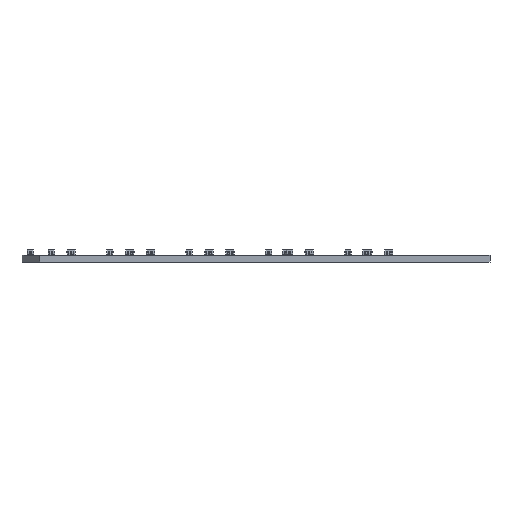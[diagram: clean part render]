
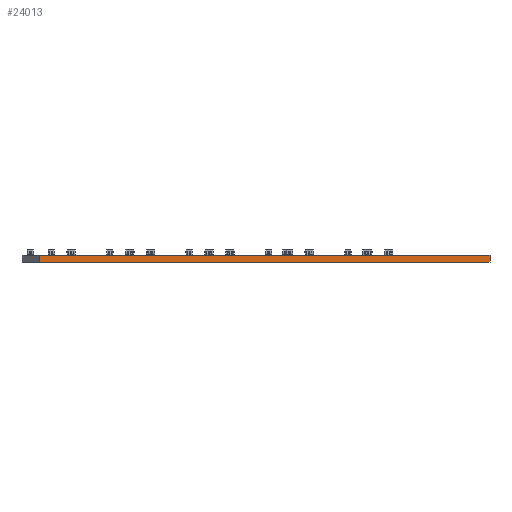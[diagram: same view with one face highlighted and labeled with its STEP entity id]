
A CAD part, left-side view. The second image highlights one B-rep face of the part: STEP entity #24013.
In plain terms, the highlighted planar face has unit normal (-1, 0.001, 0).
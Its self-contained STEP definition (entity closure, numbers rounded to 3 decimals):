
#4585 = PLANE('',#4586);
#4586 = AXIS2_PLACEMENT_3D('',#4587,#4588,#4589);
#4587 = CARTESIAN_POINT('',(98.267,-82.135,1.6));
#4588 = DIRECTION('',(-0.,-0.,-1.));
#4589 = DIRECTION('',(-1.,0.,0.));
#4639 = PLANE('',#4640);
#4640 = AXIS2_PLACEMENT_3D('',#4641,#4642,#4643);
#4641 = CARTESIAN_POINT('',(98.267,-82.135,0.));
#4642 = DIRECTION('',(-0.,-0.,-1.));
#4643 = DIRECTION('',(-1.,0.,0.));
#4832 = VERTEX_POINT('',#4833);
#4833 = CARTESIAN_POINT('',(32.225,-135.875,0.));
#4847 = PLANE('',#4848);
#4848 = AXIS2_PLACEMENT_3D('',#4849,#4850,#4851);
#4849 = CARTESIAN_POINT('',(167.4,-134.425,0.));
#4850 = DIRECTION('',(0.011,-1.,0.));
#4851 = DIRECTION('',(-1.,-0.011,0.));
#4859 = EDGE_CURVE('',#4832,#4860,#4862,.T.);
#4860 = VERTEX_POINT('',#4861);
#4861 = CARTESIAN_POINT('',(32.3,-28.175,0.));
#4862 = SURFACE_CURVE('',#4863,(#4867,#4874),.PCURVE_S1.);
#4863 = LINE('',#4864,#4865);
#4864 = CARTESIAN_POINT('',(32.225,-135.875,0.));
#4865 = VECTOR('',#4866,1.);
#4866 = DIRECTION('',(0.001,1.,0.));
#4867 = PCURVE('',#4639,#4868);
#4868 = DEFINITIONAL_REPRESENTATION('',(#4869),#4873);
#4869 = LINE('',#4870,#4871);
#4870 = CARTESIAN_POINT('',(66.042,-53.74));
#4871 = VECTOR('',#4872,1.);
#4872 = DIRECTION('',(-0.001,1.));
#4873 = ( GEOMETRIC_REPRESENTATION_CONTEXT(2) 
PARAMETRIC_REPRESENTATION_CONTEXT() REPRESENTATION_CONTEXT('2D SPACE',''
  ) );
#4874 = PCURVE('',#4875,#4880);
#4875 = PLANE('',#4876);
#4876 = AXIS2_PLACEMENT_3D('',#4877,#4878,#4879);
#4877 = CARTESIAN_POINT('',(32.225,-135.875,0.));
#4878 = DIRECTION('',(-1.,0.001,0.));
#4879 = DIRECTION('',(0.001,1.,0.));
#4880 = DEFINITIONAL_REPRESENTATION('',(#4881),#4885);
#4881 = LINE('',#4882,#4883);
#4882 = CARTESIAN_POINT('',(0.,0.));
#4883 = VECTOR('',#4884,1.);
#4884 = DIRECTION('',(1.,0.));
#4885 = ( GEOMETRIC_REPRESENTATION_CONTEXT(2) 
PARAMETRIC_REPRESENTATION_CONTEXT() REPRESENTATION_CONTEXT('2D SPACE',''
  ) );
#4903 = PLANE('',#4904);
#4904 = AXIS2_PLACEMENT_3D('',#4905,#4906,#4907);
#4905 = CARTESIAN_POINT('',(32.3,-28.175,0.));
#4906 = DIRECTION('',(-0.19,0.982,0.));
#4907 = DIRECTION('',(0.982,0.19,0.));
#15116 = VERTEX_POINT('',#15117);
#15117 = CARTESIAN_POINT('',(32.225,-135.875,1.6));
#15138 = EDGE_CURVE('',#15116,#15139,#15141,.T.);
#15139 = VERTEX_POINT('',#15140);
#15140 = CARTESIAN_POINT('',(32.3,-28.175,1.6));
#15141 = SURFACE_CURVE('',#15142,(#15146,#15153),.PCURVE_S1.);
#15142 = LINE('',#15143,#15144);
#15143 = CARTESIAN_POINT('',(32.225,-135.875,1.6));
#15144 = VECTOR('',#15145,1.);
#15145 = DIRECTION('',(0.001,1.,0.));
#15146 = PCURVE('',#4585,#15147);
#15147 = DEFINITIONAL_REPRESENTATION('',(#15148),#15152);
#15148 = LINE('',#15149,#15150);
#15149 = CARTESIAN_POINT('',(66.042,-53.74));
#15150 = VECTOR('',#15151,1.);
#15151 = DIRECTION('',(-0.001,1.));
#15152 = ( GEOMETRIC_REPRESENTATION_CONTEXT(2) 
PARAMETRIC_REPRESENTATION_CONTEXT() REPRESENTATION_CONTEXT('2D SPACE',''
  ) );
#15153 = PCURVE('',#4875,#15154);
#15154 = DEFINITIONAL_REPRESENTATION('',(#15155),#15159);
#15155 = LINE('',#15156,#15157);
#15156 = CARTESIAN_POINT('',(0.,-1.6));
#15157 = VECTOR('',#15158,1.);
#15158 = DIRECTION('',(1.,0.));
#15159 = ( GEOMETRIC_REPRESENTATION_CONTEXT(2) 
PARAMETRIC_REPRESENTATION_CONTEXT() REPRESENTATION_CONTEXT('2D SPACE',''
  ) );
#23963 = EDGE_CURVE('',#4860,#15139,#23964,.T.);
#23964 = SURFACE_CURVE('',#23965,(#23969,#23976),.PCURVE_S1.);
#23965 = LINE('',#23966,#23967);
#23966 = CARTESIAN_POINT('',(32.3,-28.175,0.));
#23967 = VECTOR('',#23968,1.);
#23968 = DIRECTION('',(0.,0.,1.));
#23969 = PCURVE('',#4903,#23970);
#23970 = DEFINITIONAL_REPRESENTATION('',(#23971),#23975);
#23971 = LINE('',#23972,#23973);
#23972 = CARTESIAN_POINT('',(0.,0.));
#23973 = VECTOR('',#23974,1.);
#23974 = DIRECTION('',(0.,-1.));
#23975 = ( GEOMETRIC_REPRESENTATION_CONTEXT(2) 
PARAMETRIC_REPRESENTATION_CONTEXT() REPRESENTATION_CONTEXT('2D SPACE',''
  ) );
#23976 = PCURVE('',#4875,#23977);
#23977 = DEFINITIONAL_REPRESENTATION('',(#23978),#23982);
#23978 = LINE('',#23979,#23980);
#23979 = CARTESIAN_POINT('',(107.7,0.));
#23980 = VECTOR('',#23981,1.);
#23981 = DIRECTION('',(0.,-1.));
#23982 = ( GEOMETRIC_REPRESENTATION_CONTEXT(2) 
PARAMETRIC_REPRESENTATION_CONTEXT() REPRESENTATION_CONTEXT('2D SPACE',''
  ) );
#23992 = EDGE_CURVE('',#4832,#15116,#23993,.T.);
#23993 = SURFACE_CURVE('',#23994,(#23998,#24005),.PCURVE_S1.);
#23994 = LINE('',#23995,#23996);
#23995 = CARTESIAN_POINT('',(32.225,-135.875,0.));
#23996 = VECTOR('',#23997,1.);
#23997 = DIRECTION('',(0.,0.,1.));
#23998 = PCURVE('',#4847,#23999);
#23999 = DEFINITIONAL_REPRESENTATION('',(#24000),#24004);
#24000 = LINE('',#24001,#24002);
#24001 = CARTESIAN_POINT('',(135.183,0.));
#24002 = VECTOR('',#24003,1.);
#24003 = DIRECTION('',(0.,-1.));
#24004 = ( GEOMETRIC_REPRESENTATION_CONTEXT(2) 
PARAMETRIC_REPRESENTATION_CONTEXT() REPRESENTATION_CONTEXT('2D SPACE',''
  ) );
#24005 = PCURVE('',#4875,#24006);
#24006 = DEFINITIONAL_REPRESENTATION('',(#24007),#24011);
#24007 = LINE('',#24008,#24009);
#24008 = CARTESIAN_POINT('',(0.,0.));
#24009 = VECTOR('',#24010,1.);
#24010 = DIRECTION('',(0.,-1.));
#24011 = ( GEOMETRIC_REPRESENTATION_CONTEXT(2) 
PARAMETRIC_REPRESENTATION_CONTEXT() REPRESENTATION_CONTEXT('2D SPACE',''
  ) );
#24013 = ADVANCED_FACE('',(#24014),#4875,.T.);
#24014 = FACE_BOUND('',#24015,.T.);
#24015 = EDGE_LOOP('',(#24016,#24017,#24018,#24019));
#24016 = ORIENTED_EDGE('',*,*,#23992,.T.);
#24017 = ORIENTED_EDGE('',*,*,#15138,.T.);
#24018 = ORIENTED_EDGE('',*,*,#23963,.F.);
#24019 = ORIENTED_EDGE('',*,*,#4859,.F.);
